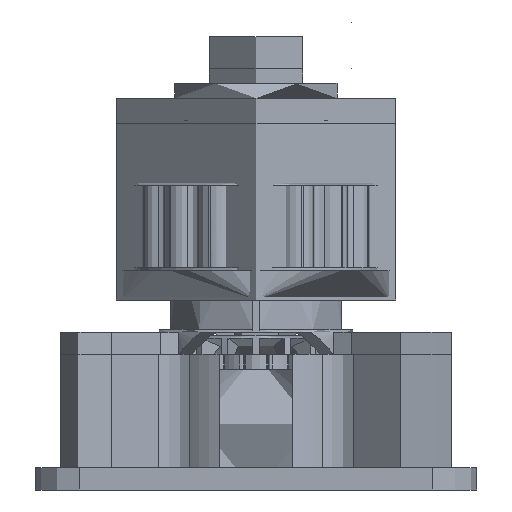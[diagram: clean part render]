
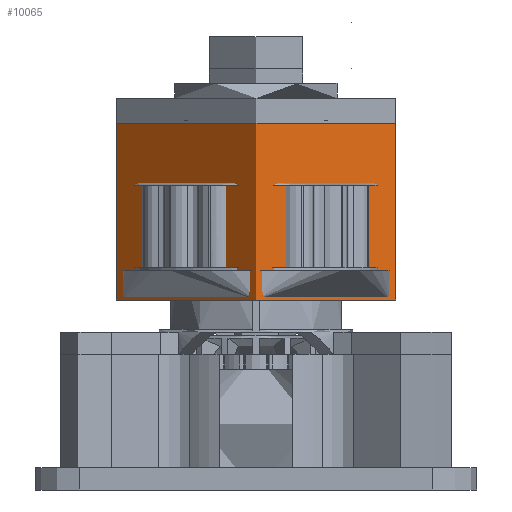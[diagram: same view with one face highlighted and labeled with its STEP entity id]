
A CAD part, front view. The second image highlights one B-rep face of the part: STEP entity #10065.
In plain terms, the highlighted cylindrical face has radius 9.5 mm (diameter 19 mm), a full revolution.
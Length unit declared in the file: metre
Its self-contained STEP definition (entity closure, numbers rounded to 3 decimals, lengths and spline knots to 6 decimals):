
#1631=CYLINDRICAL_SURFACE('',#10984,0.0095);
#2753=ORIENTED_EDGE('',*,*,#5476,.T.);
#2754=ORIENTED_EDGE('',*,*,#5477,.F.);
#5476=EDGE_CURVE('',#6872,#6872,#7823,.T.);
#5477=EDGE_CURVE('',#6873,#6873,#7824,.T.);
#6872=VERTEX_POINT('',#16857);
#6873=VERTEX_POINT('',#16859);
#7823=CIRCLE('',#10985,0.0095);
#7824=CIRCLE('',#10986,0.0095);
#8354=EDGE_LOOP('',(#2753));
#8355=EDGE_LOOP('',(#2754));
#9084=FACE_BOUND('',#8354,.T.);
#9085=FACE_BOUND('',#8355,.T.);
#10065=ADVANCED_FACE('',(#9084,#9085),#1631,.T.);
#10984=AXIS2_PLACEMENT_3D('',#16855,#12685,#12686);
#10985=AXIS2_PLACEMENT_3D('',#16856,#12687,#12688);
#10986=AXIS2_PLACEMENT_3D('',#16858,#12689,#12690);
#12685=DIRECTION('',(0.,0.,-1.));
#12686=DIRECTION('',(-1.,0.,0.));
#12687=DIRECTION('',(0.,0.,1.));
#12688=DIRECTION('',(1.,0.,0.));
#12689=DIRECTION('',(0.,0.,1.));
#12690=DIRECTION('',(1.,0.,0.));
#16855=CARTESIAN_POINT('',(0.,0.,0.0207));
#16856=CARTESIAN_POINT('',(0.,0.,0.0129));
#16857=CARTESIAN_POINT('',(0.0095,0.,0.0129));
#16858=CARTESIAN_POINT('',(0.,0.,0.0249));
#16859=CARTESIAN_POINT('',(0.0095,0.,0.0249));
